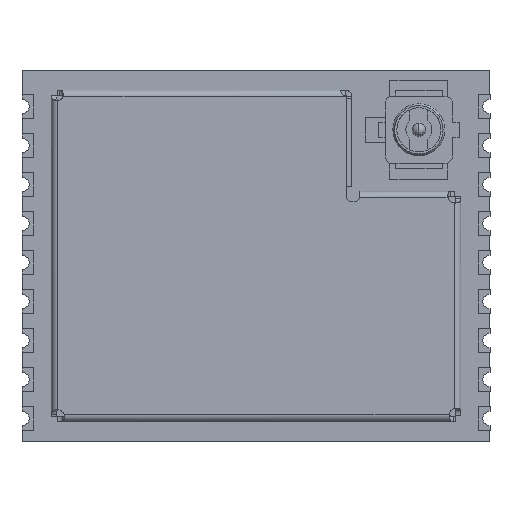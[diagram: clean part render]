
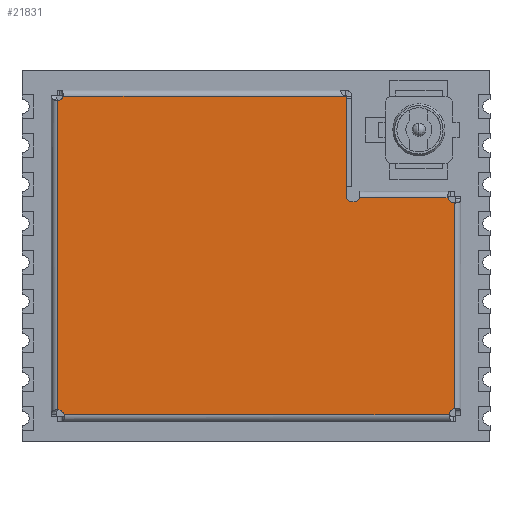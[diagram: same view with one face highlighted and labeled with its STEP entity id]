
A CAD part, top view. The second image highlights one B-rep face of the part: STEP entity #21831.
In plain terms, the highlighted planar face has unit normal (0, 0, 1).
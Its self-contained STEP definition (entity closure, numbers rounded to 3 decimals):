
#1349 = EDGE_CURVE ( 'NONE', #46861, #64488, #43056, .T. ) ;
#3740 = LINE ( 'NONE', #15325, #63689 ) ;
#4692 = CARTESIAN_POINT ( 'NONE',  ( 15.1, 0.05, 0. ) ) ;
#5150 = ORIENTED_EDGE ( 'NONE', *, *, #56848, .T. ) ;
#5361 = DIRECTION ( 'NONE',  ( -1., 0., 0. ) ) ;
#5392 = CARTESIAN_POINT ( 'NONE',  ( 15.3, 0.05, 0. ) ) ;
#5770 = LINE ( 'NONE', #32310, #47285 ) ;
#5988 = LINE ( 'NONE', #46889, #33928 ) ;
#6011 = DIRECTION ( 'NONE',  ( 0., 0., -1. ) ) ;
#6067 = DIRECTION ( 'NONE',  ( 0., 1., 0. ) ) ;
#7325 = VECTOR ( 'NONE', #58541, 1000. ) ;
#7326 = VERTEX_POINT ( 'NONE', #27950 ) ;
#7444 = ORIENTED_EDGE ( 'NONE', *, *, #63788, .T. ) ;
#8299 = LINE ( 'NONE', #13089, #35665 ) ;
#8722 = AXIS2_PLACEMENT_3D ( 'NONE', #37010, #51629, #21651 ) ;
#8770 = CARTESIAN_POINT ( 'NONE',  ( 11.15, 12.536, 0. ) ) ;
#9109 = ORIENTED_EDGE ( 'NONE', *, *, #63666, .F. ) ;
#10921 = EDGE_CURVE ( 'NONE', #49165, #43614, #5770, .T. ) ;
#11470 = VECTOR ( 'NONE', #35044, 1000. ) ;
#12297 = EDGE_CURVE ( 'NONE', #21409, #31831, #63170, .T. ) ;
#12482 = CARTESIAN_POINT ( 'NONE',  ( 15.3, 8.45, 0. ) ) ;
#13089 = CARTESIAN_POINT ( 'NONE',  ( 11.15, 12.3, 0. ) ) ;
#14214 = DIRECTION ( 'NONE',  ( -1., 0., 0. ) ) ;
#14391 = VERTEX_POINT ( 'NONE', #54492 ) ;
#14775 = DIRECTION ( 'NONE',  ( 0., -1., 0. ) ) ;
#15275 = FACE_OUTER_BOUND ( 'NONE', #66822, .T. ) ;
#15325 = CARTESIAN_POINT ( 'NONE',  ( 0.05, 0.05, 0. ) ) ;
#15536 = VERTEX_POINT ( 'NONE', #4692 ) ;
#15671 = DIRECTION ( 'NONE',  ( -1., 0., 0. ) ) ;
#15870 = DIRECTION ( 'NONE',  ( 0., 0., -1. ) ) ;
#16018 = ORIENTED_EDGE ( 'NONE', *, *, #64647, .T. ) ;
#16240 = ORIENTED_EDGE ( 'NONE', *, *, #10921, .T. ) ;
#17738 = DIRECTION ( 'NONE',  ( 0., 0., -1. ) ) ;
#19036 = CARTESIAN_POINT ( 'NONE',  ( 11.15, 8.25, 0. ) ) ;
#19617 = CARTESIAN_POINT ( 'NONE',  ( 15.3, 8.2, 0. ) ) ;
#20083 = CIRCLE ( 'NONE', #58135, 0.25 ) ;
#20315 = DIRECTION ( 'NONE',  ( 0., 1., 0. ) ) ;
#21358 = EDGE_CURVE ( 'NONE', #7326, #46861, #8299, .T. ) ;
#21409 = VERTEX_POINT ( 'NONE', #29071 ) ;
#21651 = DIRECTION ( 'NONE',  ( -1., 0., 0. ) ) ;
#21831 = ADVANCED_FACE ( 'NONE', ( #15275 ), #67146, .F. ) ;
#23221 = VERTEX_POINT ( 'NONE', #60479 ) ;
#24372 = CARTESIAN_POINT ( 'NONE',  ( 11.65, 8.45, 0. ) ) ;
#24384 = CARTESIAN_POINT ( 'NONE',  ( 0.05, 0., 0. ) ) ;
#25545 = ORIENTED_EDGE ( 'NONE', *, *, #46714, .F. ) ;
#26557 = ORIENTED_EDGE ( 'NONE', *, *, #12297, .T. ) ;
#27326 = VERTEX_POINT ( 'NONE', #58506 ) ;
#27633 = AXIS2_PLACEMENT_3D ( 'NONE', #28303, #17738, #33053 ) ;
#27950 = CARTESIAN_POINT ( 'NONE',  ( 11.066, 12.3, 0. ) ) ;
#28234 = LINE ( 'NONE', #53419, #7325 ) ;
#28303 = CARTESIAN_POINT ( 'NONE',  ( 11.35, 8.45, 0. ) ) ;
#28373 = CARTESIAN_POINT ( 'NONE',  ( 11.45, 8.25, 0. ) ) ;
#29071 = CARTESIAN_POINT ( 'NONE',  ( 0.05, 0.25, 0. ) ) ;
#29460 = ORIENTED_EDGE ( 'NONE', *, *, #60254, .T. ) ;
#30588 = CARTESIAN_POINT ( 'NONE',  ( 15.055, 8.4, 0. ) ) ;
#30596 = DIRECTION ( 'NONE',  ( 0., 0., -1. ) ) ;
#30917 = VERTEX_POINT ( 'NONE', #19617 ) ;
#30923 = CIRCLE ( 'NONE', #27633, 0.2 ) ;
#30974 = VERTEX_POINT ( 'NONE', #57371 ) ;
#31831 = VERTEX_POINT ( 'NONE', #35349 ) ;
#31957 = LINE ( 'NONE', #5392, #53838 ) ;
#32310 = CARTESIAN_POINT ( 'NONE',  ( 15.3, 8.4, 0. ) ) ;
#32429 = CARTESIAN_POINT ( 'NONE',  ( 0.05, 12.15, 0. ) ) ;
#33053 = DIRECTION ( 'NONE',  ( -1., 0., 0. ) ) ;
#33928 = VECTOR ( 'NONE', #20315, 1000. ) ;
#34606 = CARTESIAN_POINT ( 'NONE',  ( 11.65, 8.4, 0. ) ) ;
#35044 = DIRECTION ( 'NONE',  ( 1., 0., 0. ) ) ;
#35174 = CARTESIAN_POINT ( 'NONE',  ( 0.05, 12.35, 0. ) ) ;
#35349 = CARTESIAN_POINT ( 'NONE',  ( 0.295, 0.05, 0. ) ) ;
#35665 = VECTOR ( 'NONE', #66879, 1000. ) ;
#36169 = CIRCLE ( 'NONE', #47072, 0.25 ) ;
#36479 = EDGE_CURVE ( 'NONE', #30974, #27326, #5988, .T. ) ;
#37010 = CARTESIAN_POINT ( 'NONE',  ( 11.45, 8.45, 0. ) ) ;
#37599 = AXIS2_PLACEMENT_3D ( 'NONE', #41434, #15870, #62264 ) ;
#38018 = AXIS2_PLACEMENT_3D ( 'NONE', #24384, #60890, #14214 ) ;
#40881 = DIRECTION ( 'NONE',  ( 1., 0., 0. ) ) ;
#41434 = CARTESIAN_POINT ( 'NONE',  ( 0.05, 12.35, 0. ) ) ;
#43056 = CIRCLE ( 'NONE', #37599, 0.2 ) ;
#43614 = VERTEX_POINT ( 'NONE', #34606 ) ;
#44051 = ORIENTED_EDGE ( 'NONE', *, *, #59991, .T. ) ;
#45885 = DIRECTION ( 'NONE',  ( -1., 0., 0. ) ) ;
#45972 = VERTEX_POINT ( 'NONE', #24372 ) ;
#46714 = EDGE_CURVE ( 'NONE', #45972, #43614, #28234, .T. ) ;
#46770 = CIRCLE ( 'NONE', #8722, 0.2 ) ;
#46861 = VERTEX_POINT ( 'NONE', #63680 ) ;
#46889 = CARTESIAN_POINT ( 'NONE',  ( 11.15, 12.35, 0. ) ) ;
#47072 = AXIS2_PLACEMENT_3D ( 'NONE', #12482, #6011, #58102 ) ;
#47168 = ORIENTED_EDGE ( 'NONE', *, *, #64570, .T. ) ;
#47285 = VECTOR ( 'NONE', #15671, 1000. ) ;
#48080 = EDGE_CURVE ( 'NONE', #45972, #50588, #46770, .T. ) ;
#49165 = VERTEX_POINT ( 'NONE', #30588 ) ;
#49711 = ORIENTED_EDGE ( 'NONE', *, *, #1349, .T. ) ;
#50285 = DIRECTION ( 'NONE',  ( 0., 0., -1. ) ) ;
#50588 = VERTEX_POINT ( 'NONE', #28373 ) ;
#50949 = ORIENTED_EDGE ( 'NONE', *, *, #21358, .T. ) ;
#51588 = VECTOR ( 'NONE', #14775, 1000. ) ;
#51629 = DIRECTION ( 'NONE',  ( 0., 0., -1. ) ) ;
#52471 = ORIENTED_EDGE ( 'NONE', *, *, #36479, .T. ) ;
#53419 = CARTESIAN_POINT ( 'NONE',  ( 11.65, 0., 0. ) ) ;
#53838 = VECTOR ( 'NONE', #6067, 1000. ) ;
#54492 = CARTESIAN_POINT ( 'NONE',  ( 11.35, 8.25, 0. ) ) ;
#54532 = AXIS2_PLACEMENT_3D ( 'NONE', #8770, #50285, #45885 ) ;
#55490 = DIRECTION ( 'NONE',  ( -1., 0., 0. ) ) ;
#56848 = EDGE_CURVE ( 'NONE', #14391, #30974, #30923, .T. ) ;
#57371 = CARTESIAN_POINT ( 'NONE',  ( 11.15, 8.45, 0. ) ) ;
#57437 = CARTESIAN_POINT ( 'NONE',  ( 0., 0., 0. ) ) ;
#58102 = DIRECTION ( 'NONE',  ( -1., 0., 0. ) ) ;
#58135 = AXIS2_PLACEMENT_3D ( 'NONE', #66150, #61026, #55490 ) ;
#58506 = CARTESIAN_POINT ( 'NONE',  ( 11.15, 12.286, 0. ) ) ;
#58541 = DIRECTION ( 'NONE',  ( 0., -1., 0. ) ) ;
#58684 = ORIENTED_EDGE ( 'NONE', *, *, #61483, .T. ) ;
#59991 = EDGE_CURVE ( 'NONE', #27326, #7326, #61192, .T. ) ;
#60254 = EDGE_CURVE ( 'NONE', #30917, #49165, #36169, .T. ) ;
#60479 = CARTESIAN_POINT ( 'NONE',  ( 15.3, 0.295, 0. ) ) ;
#60870 = ORIENTED_EDGE ( 'NONE', *, *, #48080, .T. ) ;
#60890 = DIRECTION ( 'NONE',  ( 0., 0., -1. ) ) ;
#61026 = DIRECTION ( 'NONE',  ( 0., 0., -1. ) ) ;
#61192 = CIRCLE ( 'NONE', #54532, 0.25 ) ;
#61483 = EDGE_CURVE ( 'NONE', #64488, #21409, #66970, .T. ) ;
#62264 = DIRECTION ( 'NONE',  ( -1., 0., 0. ) ) ;
#63170 = CIRCLE ( 'NONE', #38018, 0.25 ) ;
#63666 = EDGE_CURVE ( 'NONE', #14391, #50588, #65793, .T. ) ;
#63680 = CARTESIAN_POINT ( 'NONE',  ( 0.244, 12.3, 0. ) ) ;
#63689 = VECTOR ( 'NONE', #40881, 1000. ) ;
#63788 = EDGE_CURVE ( 'NONE', #23221, #30917, #31957, .T. ) ;
#64114 = AXIS2_PLACEMENT_3D ( 'NONE', #57437, #30596, #5361 ) ;
#64488 = VERTEX_POINT ( 'NONE', #32429 ) ;
#64570 = EDGE_CURVE ( 'NONE', #15536, #23221, #20083, .T. ) ;
#64647 = EDGE_CURVE ( 'NONE', #31831, #15536, #3740, .T. ) ;
#65793 = LINE ( 'NONE', #19036, #11470 ) ;
#66150 = CARTESIAN_POINT ( 'NONE',  ( 15.35, 0.05, 0. ) ) ;
#66822 = EDGE_LOOP ( 'NONE', ( #52471, #44051, #50949, #49711, #58684, #26557, #16018, #47168, #7444, #29460, #16240, #25545, #60870, #9109, #5150 ) ) ;
#66879 = DIRECTION ( 'NONE',  ( -1., 0., 0. ) ) ;
#66970 = LINE ( 'NONE', #35174, #51588 ) ;
#67146 = PLANE ( 'NONE',  #64114 ) ;
